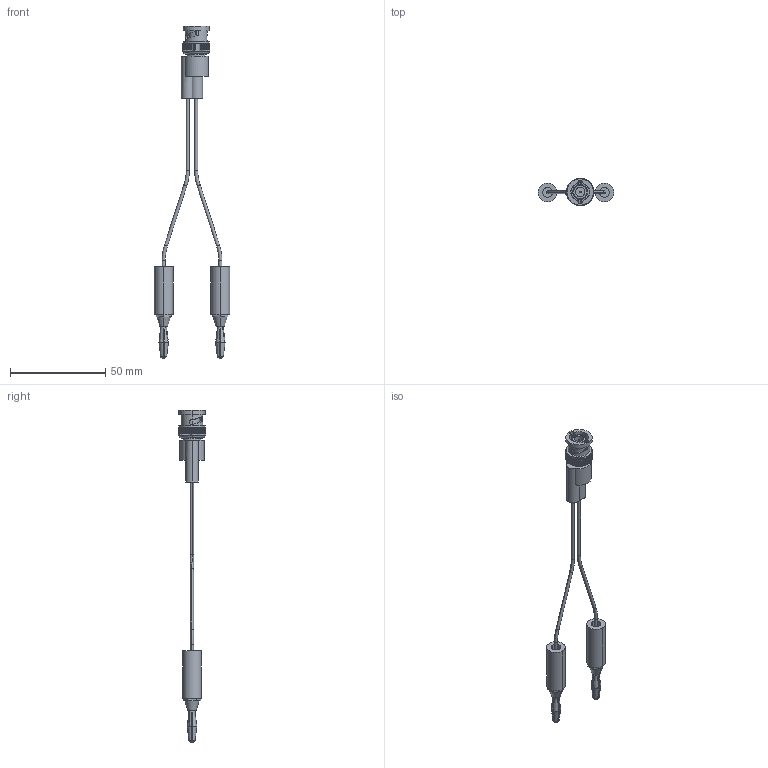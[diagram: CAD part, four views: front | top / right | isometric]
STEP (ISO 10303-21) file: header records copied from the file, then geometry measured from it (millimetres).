
FILE_DESCRIPTION (( 'STEP AP203' ), '1' );
FILE_NAME ('BC30.STEP', '2006-06-30T19:37:08', ( ' ' ), ( ' ' ), 'SwSTEP 2.0', 'SolidWorks 2005354', '' );
FILE_SCHEMA (( 'CONFIG_CONTROL_DESIGN' ));
Length unit declared in the file: inch
Products named in the file (6): BC30-MA1; BC30-MA2; 3AB03-002_with flange; MTN-113; BC30; BC30-MA3
Assembly tree (6 placements, depth 2):
  BC30
    MTN-113
    BC30-MA2
    3AB03-002_with flange
    BC30-MA3  x2
    BC30-MA1
Bounding box: 39.7 x 14.48 x 174.7 mm (x, y, z)
Volume: 8174.6 mm3; surface area: 7039.3 mm2
Topology: 6 solids, 6 shells, 450 faces, 1240 edges, 813 vertices
Faces by surface type: plane 229, cylinder 177, torus 22, bspline 12, cone 8, sphere 2
Entity records: 16048 total; most frequent: CARTESIAN_POINT 4158, ORIENTED_EDGE 2428, DIRECTION 2296, EDGE_CURVE 1214, VERTEX_POINT 799, AXIS2_PLACEMENT_3D 793, VECTOR 710, LINE 710
